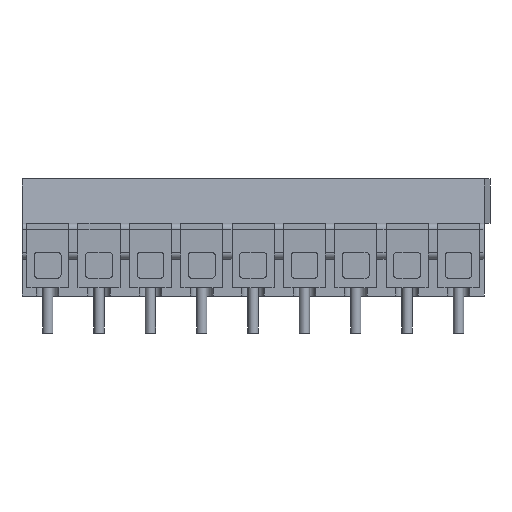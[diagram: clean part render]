
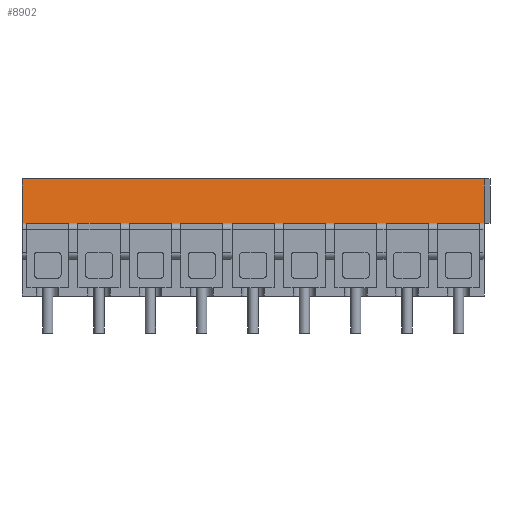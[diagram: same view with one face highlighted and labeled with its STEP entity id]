
A CAD part, front view. The second image highlights one B-rep face of the part: STEP entity #8902.
In plain terms, the highlighted planar face has unit normal (0, -0.993, 0.122).
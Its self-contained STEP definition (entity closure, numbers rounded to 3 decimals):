
#376 = PLANE('',#377);
#377 = AXIS2_PLACEMENT_3D('',#378,#379,#380);
#378 = CARTESIAN_POINT('',(20.,-3.905,7.1));
#379 = DIRECTION('',(0.,0.,1.));
#380 = DIRECTION('',(0.,1.,0.));
#1738 = VERTEX_POINT('',#1739);
#1739 = CARTESIAN_POINT('',(42.5,-3.506,7.1));
#1753 = PLANE('',#1754);
#1754 = AXIS2_PLACEMENT_3D('',#1755,#1756,#1757);
#1755 = CARTESIAN_POINT('',(42.5,-0.291,5.692));
#1756 = DIRECTION('',(1.,0.,0.));
#1757 = DIRECTION('',(0.,0.,1.));
#1765 = EDGE_CURVE('',#1766,#1738,#1768,.T.);
#1766 = VERTEX_POINT('',#1767);
#1767 = CARTESIAN_POINT('',(-2.5,-3.506,7.1));
#1768 = SURFACE_CURVE('',#1769,(#1773,#1780),.PCURVE_S1.);
#1769 = LINE('',#1770,#1771);
#1770 = CARTESIAN_POINT('',(-2.5,-3.506,7.1));
#1771 = VECTOR('',#1772,1.);
#1772 = DIRECTION('',(1.,0.,0.));
#1773 = PCURVE('',#376,#1774);
#1774 = DEFINITIONAL_REPRESENTATION('',(#1775),#1779);
#1775 = LINE('',#1776,#1777);
#1776 = CARTESIAN_POINT('',(0.399,22.5));
#1777 = VECTOR('',#1778,1.);
#1778 = DIRECTION('',(0.,-1.));
#1779 = ( GEOMETRIC_REPRESENTATION_CONTEXT(2)
PARAMETRIC_REPRESENTATION_CONTEXT() REPRESENTATION_CONTEXT('2D SPACE',''
) );
#1780 = PCURVE('',#1781,#1786);
#1781 = PLANE('',#1782);
#1782 = AXIS2_PLACEMENT_3D('',#1783,#1784,#1785);
#1783 = CARTESIAN_POINT('',(-2.5,-2.976,11.4));
#1784 = DIRECTION('',(0.,0.992,-0.122));
#1785 = DIRECTION('',(0.,-0.122,-0.992));
#1786 = DEFINITIONAL_REPRESENTATION('',(#1787),#1791);
#1787 = LINE('',#1788,#1789);
#1788 = CARTESIAN_POINT('',(4.333,0.));
#1789 = VECTOR('',#1790,1.);
#1790 = DIRECTION('',(0.,-1.));
#1791 = ( GEOMETRIC_REPRESENTATION_CONTEXT(2)
PARAMETRIC_REPRESENTATION_CONTEXT() REPRESENTATION_CONTEXT('2D SPACE',''
) );
#1809 = PLANE('',#1810);
#1810 = AXIS2_PLACEMENT_3D('',#1811,#1812,#1813);
#1811 = CARTESIAN_POINT('',(-2.5,-0.291,5.692));
#1812 = DIRECTION('',(-1.,-0.,-0.));
#1813 = DIRECTION('',(0.,0.,-1.));
#8633 = PLANE('',#8634);
#8634 = AXIS2_PLACEMENT_3D('',#8635,#8636,#8637);
#8635 = CARTESIAN_POINT('',(20.028,-0.003,11.4));
#8636 = DIRECTION('',(0.,0.,1.));
#8637 = DIRECTION('',(0.,1.,0.));
#8837 = VERTEX_POINT('',#8838);
#8838 = CARTESIAN_POINT('',(42.5,-2.976,11.4));
#8859 = EDGE_CURVE('',#8837,#1738,#8860,.T.);
#8860 = SURFACE_CURVE('',#8861,(#8865,#8872),.PCURVE_S1.);
#8861 = LINE('',#8862,#8863);
#8862 = CARTESIAN_POINT('',(42.5,-2.976,11.4));
#8863 = VECTOR('',#8864,1.);
#8864 = DIRECTION('',(0.,-0.122,-0.992));
#8865 = PCURVE('',#1753,#8866);
#8866 = DEFINITIONAL_REPRESENTATION('',(#8867),#8871);
#8867 = LINE('',#8868,#8869);
#8868 = CARTESIAN_POINT('',(5.708,2.685));
#8869 = VECTOR('',#8870,1.);
#8870 = DIRECTION('',(-0.992,0.122));
#8871 = ( GEOMETRIC_REPRESENTATION_CONTEXT(2)
PARAMETRIC_REPRESENTATION_CONTEXT() REPRESENTATION_CONTEXT('2D SPACE',''
) );
#8872 = PCURVE('',#1781,#8873);
#8873 = DEFINITIONAL_REPRESENTATION('',(#8874),#8878);
#8874 = LINE('',#8875,#8876);
#8875 = CARTESIAN_POINT('',(0.,-45.));
#8876 = VECTOR('',#8877,1.);
#8877 = DIRECTION('',(1.,0.));
#8878 = ( GEOMETRIC_REPRESENTATION_CONTEXT(2)
PARAMETRIC_REPRESENTATION_CONTEXT() REPRESENTATION_CONTEXT('2D SPACE',''
) );
#8902 = ADVANCED_FACE('',(#8903),#1781,.F.);
#8903 = FACE_BOUND('',#8904,.F.);
#8904 = EDGE_LOOP('',(#8905,#8928,#8929,#8930));
#8905 = ORIENTED_EDGE('',*,*,#8906,.T.);
#8906 = EDGE_CURVE('',#8907,#8837,#8909,.T.);
#8907 = VERTEX_POINT('',#8908);
#8908 = CARTESIAN_POINT('',(-2.5,-2.976,11.4));
#8909 = SURFACE_CURVE('',#8910,(#8914,#8921),.PCURVE_S1.);
#8910 = LINE('',#8911,#8912);
#8911 = CARTESIAN_POINT('',(-2.5,-2.976,11.4));
#8912 = VECTOR('',#8913,1.);
#8913 = DIRECTION('',(1.,0.,0.));
#8914 = PCURVE('',#1781,#8915);
#8915 = DEFINITIONAL_REPRESENTATION('',(#8916),#8920);
#8916 = LINE('',#8917,#8918);
#8917 = CARTESIAN_POINT('',(0.,0.));
#8918 = VECTOR('',#8919,1.);
#8919 = DIRECTION('',(0.,-1.));
#8920 = ( GEOMETRIC_REPRESENTATION_CONTEXT(2)
PARAMETRIC_REPRESENTATION_CONTEXT() REPRESENTATION_CONTEXT('2D SPACE',''
) );
#8921 = PCURVE('',#8633,#8922);
#8922 = DEFINITIONAL_REPRESENTATION('',(#8923),#8927);
#8923 = LINE('',#8924,#8925);
#8924 = CARTESIAN_POINT('',(-2.973,22.528));
#8925 = VECTOR('',#8926,1.);
#8926 = DIRECTION('',(0.,-1.));
#8927 = ( GEOMETRIC_REPRESENTATION_CONTEXT(2)
PARAMETRIC_REPRESENTATION_CONTEXT() REPRESENTATION_CONTEXT('2D SPACE',''
) );
#8928 = ORIENTED_EDGE('',*,*,#8859,.T.);
#8929 = ORIENTED_EDGE('',*,*,#1765,.F.);
#8930 = ORIENTED_EDGE('',*,*,#8931,.F.);
#8931 = EDGE_CURVE('',#8907,#1766,#8932,.T.);
#8932 = SURFACE_CURVE('',#8933,(#8937,#8944),.PCURVE_S1.);
#8933 = LINE('',#8934,#8935);
#8934 = CARTESIAN_POINT('',(-2.5,-2.976,11.4));
#8935 = VECTOR('',#8936,1.);
#8936 = DIRECTION('',(0.,-0.122,-0.992));
#8937 = PCURVE('',#1781,#8938);
#8938 = DEFINITIONAL_REPRESENTATION('',(#8939),#8943);
#8939 = LINE('',#8940,#8941);
#8940 = CARTESIAN_POINT('',(0.,0.));
#8941 = VECTOR('',#8942,1.);
#8942 = DIRECTION('',(1.,0.));
#8943 = ( GEOMETRIC_REPRESENTATION_CONTEXT(2)
PARAMETRIC_REPRESENTATION_CONTEXT() REPRESENTATION_CONTEXT('2D SPACE',''
) );
#8944 = PCURVE('',#1809,#8945);
#8945 = DEFINITIONAL_REPRESENTATION('',(#8946),#8950);
#8946 = LINE('',#8947,#8948);
#8947 = CARTESIAN_POINT('',(-5.708,2.685));
#8948 = VECTOR('',#8949,1.);
#8949 = DIRECTION('',(0.992,0.122));
#8950 = ( GEOMETRIC_REPRESENTATION_CONTEXT(2)
PARAMETRIC_REPRESENTATION_CONTEXT() REPRESENTATION_CONTEXT('2D SPACE',''
) );
